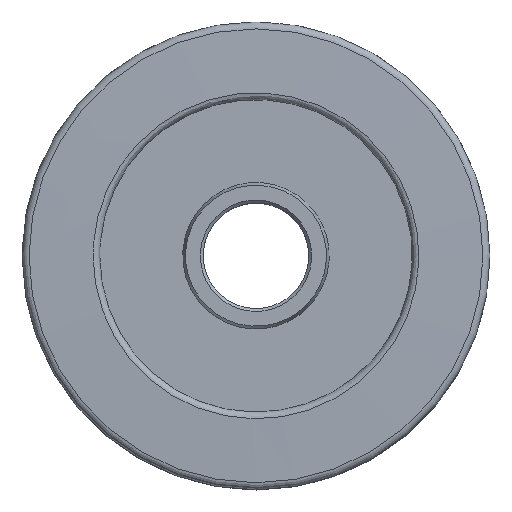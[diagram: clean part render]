
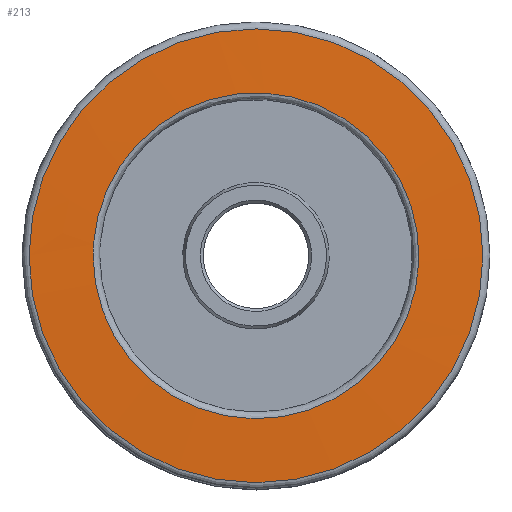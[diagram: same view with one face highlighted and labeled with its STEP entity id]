
A CAD part, top view. The second image highlights one B-rep face of the part: STEP entity #213.
In plain terms, the highlighted face is a revolution surface.
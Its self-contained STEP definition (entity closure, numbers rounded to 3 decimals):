
#213=ADVANCED_FACE('',(#396,#397),#289,.T.);
#289=SURFACE_OF_REVOLUTION('',#1005,#339);
#339=AXIS1_PLACEMENT('',#1807,#1473);
#396=FACE_BOUND('',#548,.T.);
#397=FACE_BOUND('',#549,.T.);
#548=EDGE_LOOP('',(#700));
#549=EDGE_LOOP('',(#701));
#700=ORIENTED_EDGE('',*,*,#915,.F.);
#701=ORIENTED_EDGE('',*,*,#921,.T.);
#839=VERTEX_POINT('',#1779);
#845=VERTEX_POINT('',#1803);
#915=EDGE_CURVE('',#839,#839,#991,.T.);
#921=EDGE_CURVE('',#845,#845,#1003,.T.);
#991=CIRCLE('',#1287,38.702);
#1003=CIRCLE('',#1299,27.785);
#1005=CIRCLE('',#1301,800.);
#1287=AXIS2_PLACEMENT_3D('',#1778,#1436,#1437);
#1299=AXIS2_PLACEMENT_3D('',#1802,#1466,#1467);
#1301=AXIS2_PLACEMENT_3D('',#1806,#1471,#1472);
#1436=DIRECTION('',(0.,0.,-1.));
#1437=DIRECTION('',(-1.,0.,0.));
#1466=DIRECTION('',(0.,0.,-1.));
#1467=DIRECTION('',(-1.,0.,0.));
#1471=DIRECTION('',(-0.095,-0.986,-0.136));
#1472=DIRECTION('',(0.,0.137,-0.991));
#1473=DIRECTION('',(0.,0.,-1.));
#1778=CARTESIAN_POINT('',(0.,0.,1.349));
#1779=CARTESIAN_POINT('',(-38.702,0.,1.349));
#1802=CARTESIAN_POINT('',(0.,0.,1.652));
#1803=CARTESIAN_POINT('',(-27.785,0.,1.652));
#1806=CARTESIAN_POINT('',(0.547,116.113,-790.757));
#1807=CARTESIAN_POINT('',(0.,0.,78.5));
